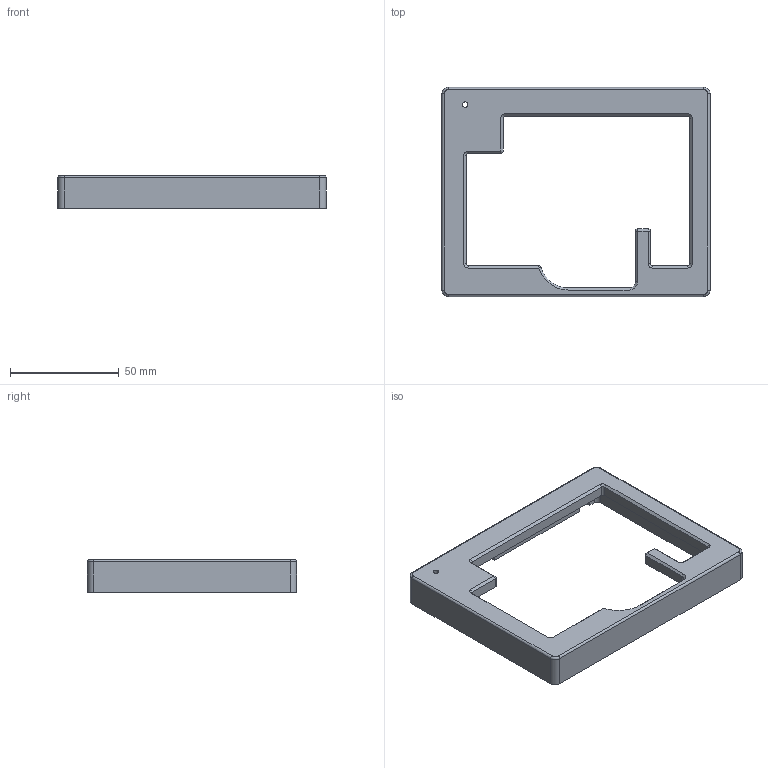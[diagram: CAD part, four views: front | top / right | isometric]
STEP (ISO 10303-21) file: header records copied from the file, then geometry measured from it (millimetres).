
FILE_DESCRIPTION(/* description */ (''),/* implementation_level */ '2;1');
FILE_NAME(/* name */ 'RIGHT_TOP.step',/* time_stamp */ '2025-07-26T17:07:49+09:00',/* author */ (''),/* organization */ (''),/* preprocessor_version */ 'ST-DEVELOPER v20.1',/* originating_system */ 'Autodesk Translation Framework v14.10.0.0',/* authorisation */ '');
FILE_SCHEMA (('AUTOMOTIVE_DESIGN { 1 0 10303 214 3 1 1 }'));
Length unit declared in the file: millimetre
Products named in the file (1): 2025-07-26-17-07-49-724
Bounding box: 123.3 x 96.2 x 15.2 mm (x, y, z)
Volume: 42004.4 mm3; surface area: 23094.2 mm2
Topology: 1 solids, 1 shells, 166 faces, 422 edges, 267 vertices
Faces by surface type: plane 90, cylinder 60, cone 12, torus 4
Full cylindrical faces by diameter (mm): 1.5 x1, 2 x1, 2.5 x1, 3.2 x9
Entity records: 5003 total; most frequent: DIRECTION 884, CARTESIAN_POINT 852, ORIENTED_EDGE 836, EDGE_CURVE 418, AXIS2_PLACEMENT_3D 299, LINE 286, VECTOR 286, VERTEX_POINT 267
